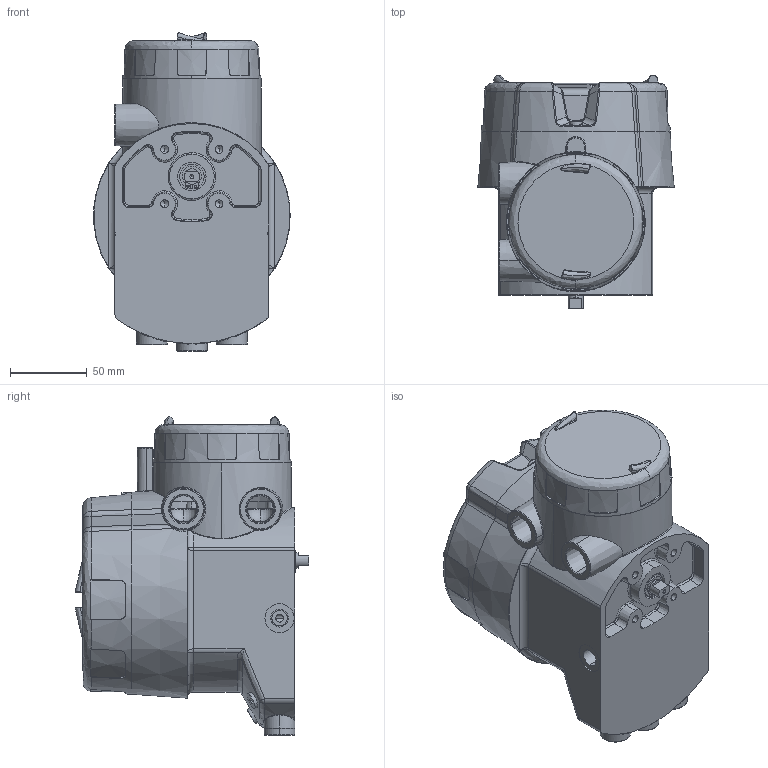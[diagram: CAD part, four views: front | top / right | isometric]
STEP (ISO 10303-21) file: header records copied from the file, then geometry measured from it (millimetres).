
FILE_DESCRIPTION (( 'STEP AP214' ), '1' );
FILE_NAME ('D(3&20)EX_170124_09-spindle.STEP', '2017-01-24T08:14:31', ( '' ), ( '' ), 'SwSTEP 2.0', 'SolidWorks 2015', '' );
FILE_SCHEMA (( 'AUTOMOTIVE_DESIGN' ));
Length unit declared in the file: millimetre
Products named in the file (1): D(3&20)EX_170124_09-spindle
Bounding box: 127.76 x 151.94 x 206.92 mm (x, y, z)
Volume: 931376.8 mm3; surface area: 260086.7 mm2
Topology: 14 solids, 14 shells, 1453 faces, 3709 edges, 2297 vertices
Faces by surface type: cylinder 405, cone 324, plane 297, bspline 220, torus 187, sphere 20
Entity records: 106621 total; most frequent: CARTESIAN_POINT 74460, ORIENTED_EDGE 7284, DIRECTION 5746, EDGE_CURVE 3642, AXIS2_PLACEMENT_3D 2367, VERTEX_POINT 2293, EDGE_LOOP 1569, B_SPLINE_CURVE_WITH_KNOTS 1467
